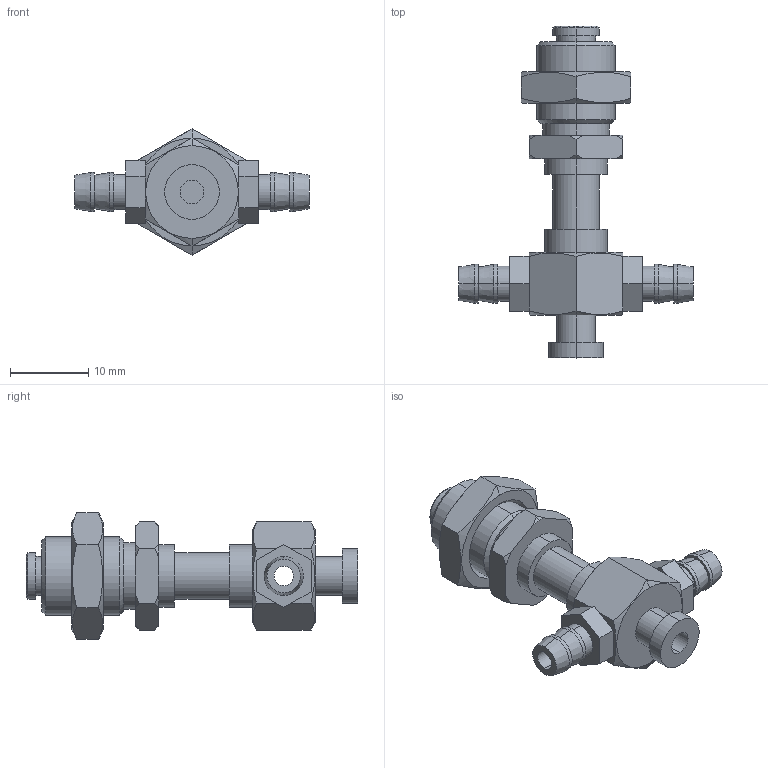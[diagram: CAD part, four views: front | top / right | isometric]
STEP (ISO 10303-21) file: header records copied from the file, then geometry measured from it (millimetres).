
FILE_DESCRIPTION (( 'STEP AP203' ), '1' );
FILE_NAME ('DL45-1007.STEP', '2018-06-04T05:45:58', ( '' ), ( '' ), 'SwSTEP 2.0', 'SolidWorks 2014', '' );
FILE_SCHEMA (( 'CONFIG_CONTROL_DESIGN' ));
Length unit declared in the file: millimetre
Products named in the file (6): M5鞠瘍苤脣郋; DL45-1007-010; DL45-1011-020; DL45-1011-030; DL45-1011-040; DL45-1007
Assembly tree (6 placements, depth 2):
  DL45-1007
    DL45-1011-020
    DL45-1011-030
    DL45-1011-040
    M5鞠瘍苤脣郋  x2
    DL45-1007-010
Bounding box: 30 x 42.5 x 16.17 mm (x, y, z)
Volume: 3486.8 mm3; surface area: 3959.7 mm2
Topology: 6 solids, 6 shells, 161 faces, 354 edges, 220 vertices
Faces by surface type: plane 59, cylinder 56, cone 46
Entity records: 4614 total; most frequent: CARTESIAN_POINT 958, DIRECTION 656, ORIENTED_EDGE 596, EDGE_CURVE 298, AXIS2_PLACEMENT_3D 266, VERTEX_POINT 184, EDGE_LOOP 158, FACE_OUTER_BOUND 135
